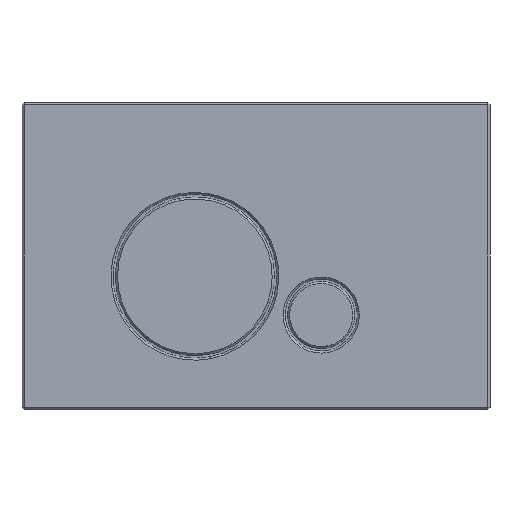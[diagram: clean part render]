
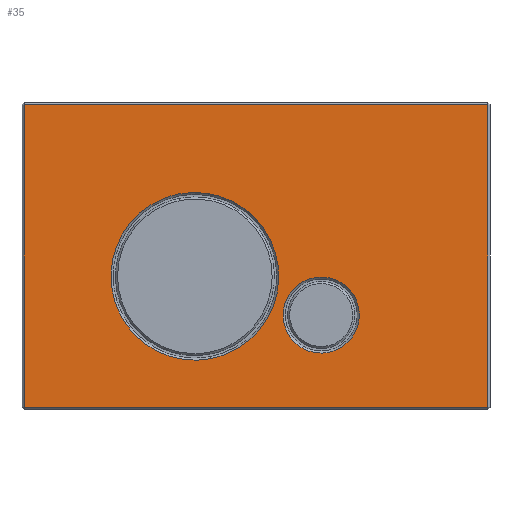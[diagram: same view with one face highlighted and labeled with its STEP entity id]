
A CAD part, front view. The second image highlights one B-rep face of the part: STEP entity #35.
In plain terms, the highlighted planar face has unit normal (0, -1, 0).
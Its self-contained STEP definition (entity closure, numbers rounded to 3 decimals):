
#24=FACE_BOUND('',#228,.T.);
#25=FACE_BOUND('',#229,.T.);
#35=ADVANCED_FACE('',(#131,#24,#25),#1495,.T.);
#131=FACE_OUTER_BOUND('',#227,.T.);
#227=EDGE_LOOP('',(#346,#347,#348,#349));
#228=EDGE_LOOP('',(#350,#351));
#229=EDGE_LOOP('',(#352,#353));
#346=ORIENTED_EDGE('',*,*,#831,.T.);
#347=ORIENTED_EDGE('',*,*,#832,.T.);
#348=ORIENTED_EDGE('',*,*,#833,.T.);
#349=ORIENTED_EDGE('',*,*,#834,.T.);
#350=ORIENTED_EDGE('',*,*,#859,.T.);
#351=ORIENTED_EDGE('',*,*,#869,.T.);
#352=ORIENTED_EDGE('',*,*,#866,.T.);
#353=ORIENTED_EDGE('',*,*,#873,.T.);
#831=EDGE_CURVE('',#1324,#1325,#1111,.T.);
#832=EDGE_CURVE('',#1325,#1326,#1112,.T.);
#833=EDGE_CURVE('',#1326,#1327,#1113,.T.);
#834=EDGE_CURVE('',#1327,#1324,#1114,.T.);
#859=EDGE_CURVE('',#1329,#1328,#1135,.T.);
#866=EDGE_CURVE('',#1331,#1330,#1138,.T.);
#869=EDGE_CURVE('',#1328,#1329,#1139,.T.);
#873=EDGE_CURVE('',#1330,#1331,#1141,.T.);
#1111=B_SPLINE_CURVE_WITH_KNOTS('',1,(#1971,#1972),.UNSPECIFIED.,.F.,.F.,
(2,2),(-228.681,-1.),.UNSPECIFIED.);
#1112=B_SPLINE_CURVE_WITH_KNOTS('',1,(#1973,#1974),.UNSPECIFIED.,.F.,.F.,
(2,2),(-149.681,-1.),.UNSPECIFIED.);
#1113=B_SPLINE_CURVE_WITH_KNOTS('',1,(#1975,#1976),.UNSPECIFIED.,.F.,.F.,
(2,2),(-228.681,-1.),.UNSPECIFIED.);
#1114=B_SPLINE_CURVE_WITH_KNOTS('',1,(#1977,#1978),.UNSPECIFIED.,.F.,.F.,
(2,2),(-149.681,-1.),.UNSPECIFIED.);
#1135=B_SPLINE_CURVE_WITH_KNOTS('',3,(#2033,#2034,#2035,#2036,#2037,#2038,
#2039,#2040,#2041,#2042,#2043,#2044,#2045,#2046,#2047,#2048,#2049,#2050,
#2051),.UNSPECIFIED.,.F.,.F.,(4,1,1,1,1,1,1,1,1,1,1,1,1,1,1,1,4),(-129.315,
-121.557,-113.798,-105.392,-96.986,
-88.58,-80.174,-72.416,-64.657,
-56.899,-49.141,-40.735,-32.329,-23.923,
-15.516,-7.758,0.),.UNSPECIFIED.);
#1138=B_SPLINE_CURVE_WITH_KNOTS('',3,(#2070,#2071,#2072,#2073,#2074,#2075,
#2076,#2077,#2078,#2079,#2080),.UNSPECIFIED.,.F.,.F.,(4,1,1,1,1,1,1,1,4),
(-58.63,-51.595,-43.972,-36.35,
-29.315,-22.28,-14.657,-7.035,
0.),.UNSPECIFIED.);
#1139=B_SPLINE_CURVE_WITH_KNOTS('',3,(#2091,#2092,#2093,#2094,#2095,#2096,
#2097,#2098,#2099,#2100,#2101,#2102,#2103,#2104,#2105,#2106,#2107,#2108,
#2109),.UNSPECIFIED.,.F.,.F.,(4,1,1,1,1,1,1,1,1,1,1,1,1,1,1,1,4),(-258.63,
-250.872,-243.113,-234.707,-226.301,
-217.895,-209.489,-201.731,-193.972,
-186.214,-178.456,-170.05,-161.644,
-153.238,-144.831,-137.073,-129.315),
 .UNSPECIFIED.);
#1141=B_SPLINE_CURVE_WITH_KNOTS('',3,(#2122,#2123,#2124,#2125,#2126,#2127,
#2128,#2129,#2130,#2131,#2132),.UNSPECIFIED.,.F.,.F.,(4,1,1,1,1,1,1,1,4),
(-117.259,-110.224,-102.602,-94.979,
-87.944,-80.909,-73.287,-65.664,
-58.63),.UNSPECIFIED.);
#1324=VERTEX_POINT('',#1927);
#1325=VERTEX_POINT('',#1928);
#1326=VERTEX_POINT('',#1929);
#1327=VERTEX_POINT('',#1930);
#1328=VERTEX_POINT('',#1931);
#1329=VERTEX_POINT('',#1932);
#1330=VERTEX_POINT('',#1933);
#1331=VERTEX_POINT('',#1934);
#1495=PLANE('',#1587);
#1587=AXIS2_PLACEMENT_3D('',#1737,#1662,$);
#1662=DIRECTION('',(0.,-1.,0.));
#1737=CARTESIAN_POINT('',(-4.492,-0.625,0.031));
#1927=CARTESIAN_POINT('',(4.482,-0.625,5.895));
#1928=CARTESIAN_POINT('',(-4.482,-0.625,5.895));
#1929=CARTESIAN_POINT('',(-4.482,-0.625,0.041));
#1930=CARTESIAN_POINT('',(4.482,-0.625,0.041));
#1931=CARTESIAN_POINT('',(-1.49,-0.625,4.166));
#1932=CARTESIAN_POINT('',(-0.873,-0.625,0.984));
#1933=CARTESIAN_POINT('',(0.926,-0.625,2.482));
#1934=CARTESIAN_POINT('',(1.593,-0.625,1.173));
#1971=CARTESIAN_POINT('',(4.482,-0.625,5.895));
#1972=CARTESIAN_POINT('',(-4.482,-0.625,5.895));
#1973=CARTESIAN_POINT('',(-4.482,-0.625,5.895));
#1974=CARTESIAN_POINT('',(-4.482,-0.625,0.041));
#1975=CARTESIAN_POINT('',(-4.482,-0.625,0.041));
#1976=CARTESIAN_POINT('',(4.482,-0.625,0.041));
#1977=CARTESIAN_POINT('',(4.482,-0.625,0.041));
#1978=CARTESIAN_POINT('',(4.482,-0.625,5.895));
#2033=CARTESIAN_POINT('',(-0.873,-0.625,0.984));
#2034=CARTESIAN_POINT('',(-0.972,-0.625,0.965));
#2035=CARTESIAN_POINT('',(-1.176,-0.625,0.945));
#2036=CARTESIAN_POINT('',(-1.49,-0.625,0.974));
#2037=CARTESIAN_POINT('',(-1.801,-0.625,1.066));
#2038=CARTESIAN_POINT('',(-2.094,-0.625,1.223));
#2039=CARTESIAN_POINT('',(-2.349,-0.625,1.436));
#2040=CARTESIAN_POINT('',(-2.551,-0.625,1.69));
#2041=CARTESIAN_POINT('',(-2.695,-0.625,1.97));
#2042=CARTESIAN_POINT('',(-2.781,-0.625,2.265));
#2043=CARTESIAN_POINT('',(-2.811,-0.625,2.57));
#2044=CARTESIAN_POINT('',(-2.783,-0.625,2.884));
#2045=CARTESIAN_POINT('',(-2.691,-0.625,3.195));
#2046=CARTESIAN_POINT('',(-2.534,-0.625,3.488));
#2047=CARTESIAN_POINT('',(-2.32,-0.625,3.744));
#2048=CARTESIAN_POINT('',(-2.066,-0.625,3.945));
#2049=CARTESIAN_POINT('',(-1.786,-0.625,4.089));
#2050=CARTESIAN_POINT('',(-1.59,-0.625,4.147));
#2051=CARTESIAN_POINT('',(-1.49,-0.625,4.166));
#2070=CARTESIAN_POINT('',(1.593,-0.625,1.173));
#2071=CARTESIAN_POINT('',(1.511,-0.625,1.131));
#2072=CARTESIAN_POINT('',(1.323,-0.625,1.076));
#2073=CARTESIAN_POINT('',(1.026,-0.625,1.109));
#2074=CARTESIAN_POINT('',(0.767,-0.625,1.257));
#2075=CARTESIAN_POINT('',(0.589,-0.625,1.486));
#2076=CARTESIAN_POINT('',(0.509,-0.625,1.764));
#2077=CARTESIAN_POINT('',(0.541,-0.625,2.061));
#2078=CARTESIAN_POINT('',(0.689,-0.625,2.32));
#2079=CARTESIAN_POINT('',(0.844,-0.625,2.44));
#2080=CARTESIAN_POINT('',(0.926,-0.625,2.482));
#2091=CARTESIAN_POINT('',(-1.49,-0.625,4.166));
#2092=CARTESIAN_POINT('',(-1.39,-0.625,4.186));
#2093=CARTESIAN_POINT('',(-1.186,-0.625,4.205));
#2094=CARTESIAN_POINT('',(-0.872,-0.625,4.177));
#2095=CARTESIAN_POINT('',(-0.561,-0.625,4.085));
#2096=CARTESIAN_POINT('',(-0.268,-0.625,3.928));
#2097=CARTESIAN_POINT('',(-0.013,-0.625,3.715));
#2098=CARTESIAN_POINT('',(0.189,-0.625,3.461));
#2099=CARTESIAN_POINT('',(0.333,-0.625,3.18));
#2100=CARTESIAN_POINT('',(0.419,-0.625,2.886));
#2101=CARTESIAN_POINT('',(0.449,-0.625,2.58));
#2102=CARTESIAN_POINT('',(0.42,-0.625,2.266));
#2103=CARTESIAN_POINT('',(0.328,-0.625,1.955));
#2104=CARTESIAN_POINT('',(0.171,-0.625,1.662));
#2105=CARTESIAN_POINT('',(-0.042,-0.625,1.407));
#2106=CARTESIAN_POINT('',(-0.296,-0.625,1.205));
#2107=CARTESIAN_POINT('',(-0.576,-0.625,1.061));
#2108=CARTESIAN_POINT('',(-0.773,-0.625,1.004));
#2109=CARTESIAN_POINT('',(-0.873,-0.625,0.984));
#2122=CARTESIAN_POINT('',(0.926,-0.625,2.482));
#2123=CARTESIAN_POINT('',(1.009,-0.625,2.524));
#2124=CARTESIAN_POINT('',(1.197,-0.625,2.578));
#2125=CARTESIAN_POINT('',(1.493,-0.625,2.546));
#2126=CARTESIAN_POINT('',(1.753,-0.625,2.398));
#2127=CARTESIAN_POINT('',(1.93,-0.625,2.169));
#2128=CARTESIAN_POINT('',(2.011,-0.625,1.891));
#2129=CARTESIAN_POINT('',(1.978,-0.625,1.594));
#2130=CARTESIAN_POINT('',(1.83,-0.625,1.334));
#2131=CARTESIAN_POINT('',(1.676,-0.625,1.214));
#2132=CARTESIAN_POINT('',(1.593,-0.625,1.173));
